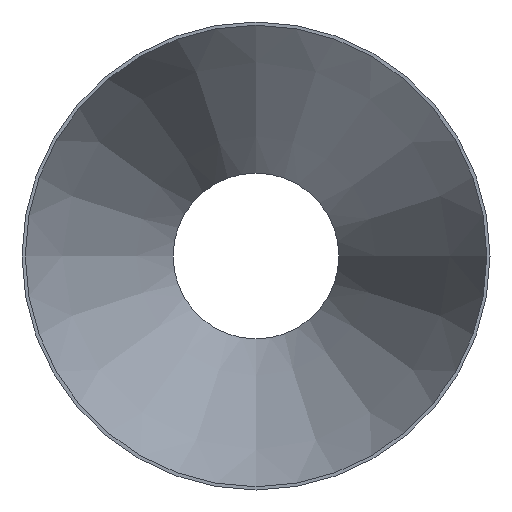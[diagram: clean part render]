
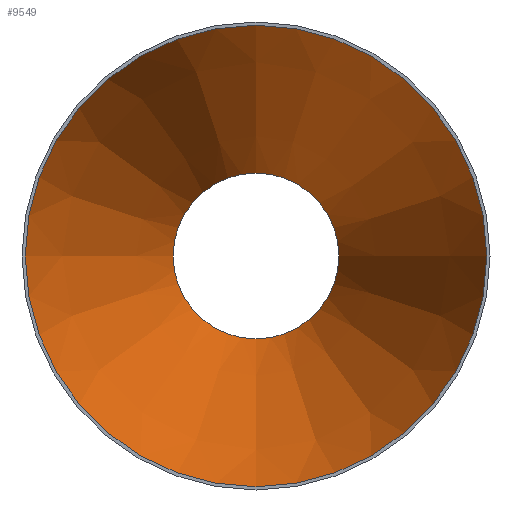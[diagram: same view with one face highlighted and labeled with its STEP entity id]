
A CAD part, front view. The second image highlights one B-rep face of the part: STEP entity #9549.
In plain terms, the highlighted conical face has half-angle 20.763 degrees and reference radius 225.392 mm.
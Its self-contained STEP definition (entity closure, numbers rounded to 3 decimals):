
#336 = FACE_OUTER_BOUND ( 'NONE', #1616, .T. ) ;
#854 = AXIS2_PLACEMENT_3D ( 'NONE', #23792, #24325, #7746 ) ;
#1616 = EDGE_LOOP ( 'NONE', ( #21620 ) ) ;
#2863 = EDGE_LOOP ( 'NONE', ( #12204 ) ) ;
#5596 = DIRECTION ( 'NONE',  ( 0., -1., 0. ) ) ;
#6993 = AXIS2_PLACEMENT_3D ( 'NONE', #16161, #5596, #29894 ) ;
#7746 = DIRECTION ( 'NONE',  ( 0., 0., -1. ) ) ;
#9549 = ADVANCED_FACE ( 'NONE', ( #22162, #336 ), #10920, .F. ) ;
#9878 = EDGE_CURVE ( 'NONE', #14044, #14044, #18819, .T. ) ;
#10717 = DIRECTION ( 'NONE',  ( 0., -1., 0. ) ) ;
#10920 = CONICAL_SURFACE ( 'NONE', #6993, 225.392, 0.362 ) ;
#11060 = CARTESIAN_POINT ( 'NONE',  ( 0., 0., -225.392 ) ) ;
#12204 = ORIENTED_EDGE ( 'NONE', *, *, #29980, .F. ) ;
#14044 = VERTEX_POINT ( 'NONE', #11060 ) ;
#15915 = AXIS2_PLACEMENT_3D ( 'NONE', #29909, #10717, #27276 ) ;
#16161 = CARTESIAN_POINT ( 'NONE',  ( 0., 0., 0. ) ) ;
#16863 = CARTESIAN_POINT ( 'NONE',  ( 0., 381., -80.942 ) ) ;
#18819 = CIRCLE ( 'NONE', #854, 225.392 ) ;
#21620 = ORIENTED_EDGE ( 'NONE', *, *, #9878, .T. ) ;
#22162 = FACE_BOUND ( 'NONE', #2863, .T. ) ;
#23792 = CARTESIAN_POINT ( 'NONE',  ( 0., 0., 0. ) ) ;
#24325 = DIRECTION ( 'NONE',  ( 0., -1., 0. ) ) ;
#24903 = CIRCLE ( 'NONE', #15915, 80.942 ) ;
#27276 = DIRECTION ( 'NONE',  ( 0., 0., -1. ) ) ;
#29894 = DIRECTION ( 'NONE',  ( 0., 0., -1. ) ) ;
#29909 = CARTESIAN_POINT ( 'NONE',  ( 0., 381., 0. ) ) ;
#29980 = EDGE_CURVE ( 'NONE', #32542, #32542, #24903, .T. ) ;
#32542 = VERTEX_POINT ( 'NONE', #16863 ) ;
